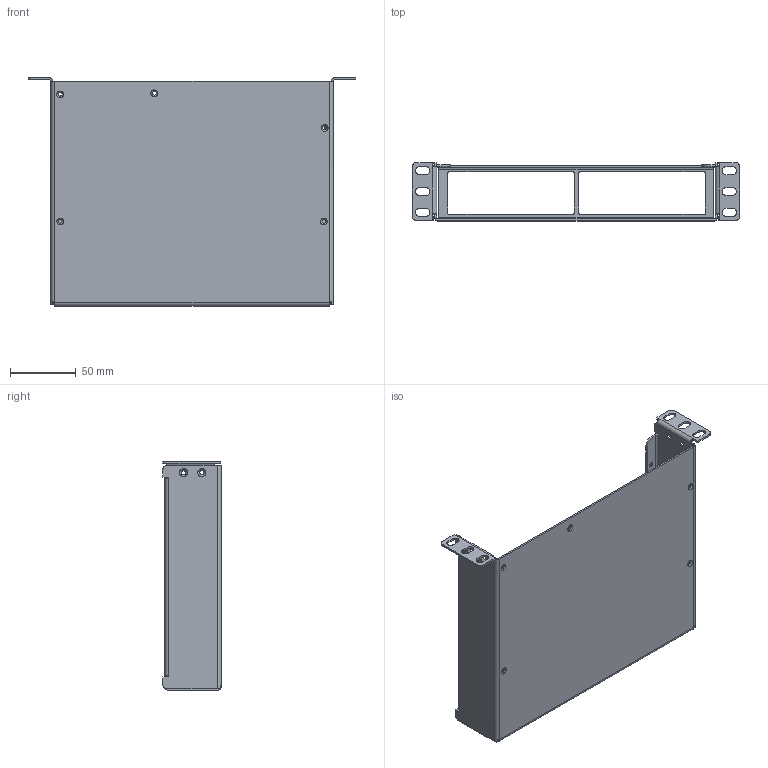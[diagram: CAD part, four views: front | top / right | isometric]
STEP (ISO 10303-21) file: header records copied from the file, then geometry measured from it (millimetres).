
FILE_DESCRIPTION(/* description */ (''),/* implementation_level */ '2;1');
FILE_NAME(/* name */ 'ENERGIS - Bottom Sheetmetal Enclosure.step',/* time_stamp */ '2025-12-11T00:16:56+01:00',/* author */ (''),/* organization */ (''),/* preprocessor_version */ 'ST-DEVELOPER v20.1',/* originating_system */ 'Autodesk Translation Framework v14.21.0.0',/* authorisation */ '');
FILE_SCHEMA (('AUTOMOTIVE_DESIGN { 1 0 10303 214 3 1 1 }'));
Length unit declared in the file: millimetre
Products named in the file (2): ENERGIS- Sheetmetal Enclosure; Bottom2
Assembly tree (1 placements, depth 2):
  ENERGIS- Sheetmetal Enclosure
    Bottom2
Bounding box: 249.41 x 44.4 x 174.3 mm (x, y, z)
Volume: 87830.1 mm3; surface area: 120295.1 mm2
Topology: 1 solids, 1 shells, 246 faces, 663 edges, 419 vertices
Faces by surface type: cylinder 119, plane 102, bspline 25
Full cylindrical faces by diameter (mm): 2.529 x16, 3.2 x5
Entity records: 15130 total; most frequent: CARTESIAN_POINT 9124, ORIENTED_EDGE 1326, DIRECTION 1073, EDGE_CURVE 663, VERTEX_POINT 419, AXIS2_PLACEMENT_3D 373, LINE 327, VECTOR 327
